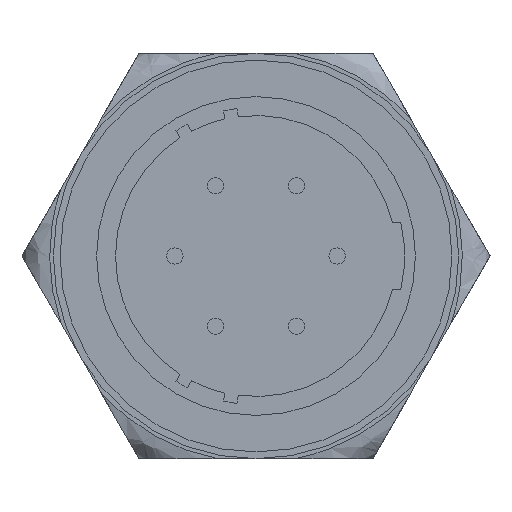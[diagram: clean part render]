
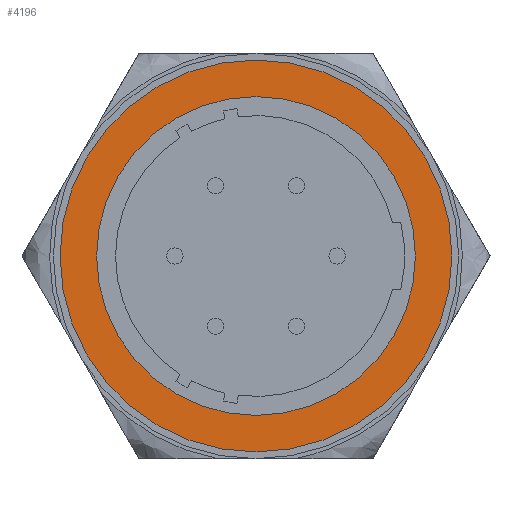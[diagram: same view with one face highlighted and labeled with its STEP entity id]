
A CAD part, left-side view. The second image highlights one B-rep face of the part: STEP entity #4196.
In plain terms, the highlighted planar face has unit normal (-1, 0, 0).
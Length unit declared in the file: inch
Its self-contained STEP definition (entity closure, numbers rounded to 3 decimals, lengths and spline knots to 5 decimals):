
#241 = AXIS2_PLACEMENT_3D ( 'NONE', #3397, #1061, #4831 ) ;
#271 = FACE_OUTER_BOUND ( 'NONE', #852, .T. ) ;
#487 = CIRCLE ( 'NONE', #1186, 0.295 ) ;
#578 = VERTEX_POINT ( 'NONE', #2460 ) ;
#852 = EDGE_LOOP ( 'NONE', ( #2249 ) ) ;
#1014 = ORIENTED_EDGE ( 'NONE', *, *, #4654, .F. ) ;
#1061 = DIRECTION ( 'NONE',  ( -1., 0., 0. ) ) ;
#1144 = CIRCLE ( 'NONE', #241, 0.3625 ) ;
#1183 = DIRECTION ( 'NONE',  ( -1., 0., 0. ) ) ;
#1186 = AXIS2_PLACEMENT_3D ( 'NONE', #1585, #5415, #5924 ) ;
#1585 = CARTESIAN_POINT ( 'NONE',  ( 0.014, 0., 0. ) ) ;
#1750 = CARTESIAN_POINT ( 'NONE',  ( 0.014, 0., 0.295 ) ) ;
#1904 = VERTEX_POINT ( 'NONE', #1750 ) ;
#2249 = ORIENTED_EDGE ( 'NONE', *, *, #2552, .T. ) ;
#2460 = CARTESIAN_POINT ( 'NONE',  ( 0.014, 0., -0.3625 ) ) ;
#2530 = AXIS2_PLACEMENT_3D ( 'NONE', #3111, #1183, #5449 ) ;
#2552 = EDGE_CURVE ( 'NONE', #578, #578, #1144, .T. ) ;
#2593 = FACE_BOUND ( 'NONE', #4800, .T. ) ;
#3111 = CARTESIAN_POINT ( 'NONE',  ( 0.014, 0., 0. ) ) ;
#3397 = CARTESIAN_POINT ( 'NONE',  ( 0.014, 0., 0. ) ) ;
#4080 = PLANE ( 'NONE',  #2530 ) ;
#4196 = ADVANCED_FACE ( 'NONE', ( #2593, #271 ), #4080, .T. ) ;
#4654 = EDGE_CURVE ( 'NONE', #1904, #1904, #487, .T. ) ;
#4800 = EDGE_LOOP ( 'NONE', ( #1014 ) ) ;
#4831 = DIRECTION ( 'NONE',  ( 0., 0., -1. ) ) ;
#5415 = DIRECTION ( 'NONE',  ( -1., 0., 0. ) ) ;
#5449 = DIRECTION ( 'NONE',  ( 0., 0., 1. ) ) ;
#5924 = DIRECTION ( 'NONE',  ( 0., 0., 1. ) ) ;
